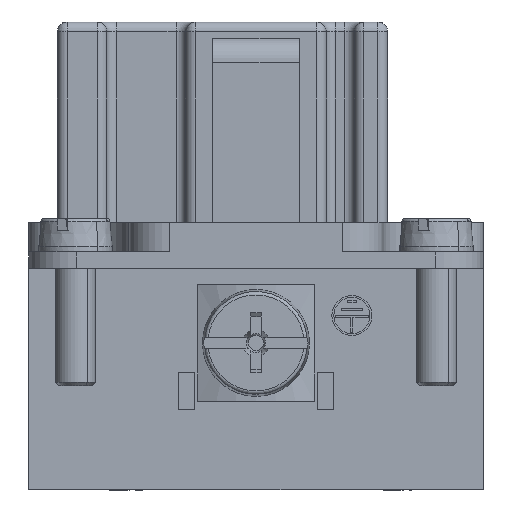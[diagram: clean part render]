
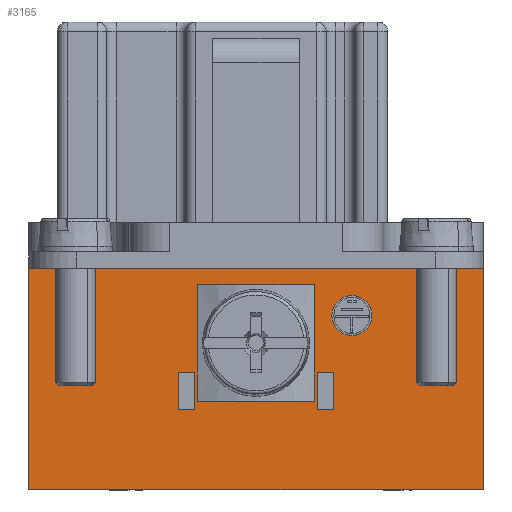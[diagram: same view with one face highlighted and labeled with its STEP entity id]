
A CAD part, front view. The second image highlights one B-rep face of the part: STEP entity #3165.
In plain terms, the highlighted planar face has unit normal (0, -1, 0).
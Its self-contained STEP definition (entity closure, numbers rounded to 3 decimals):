
#3165=ADVANCED_FACE('',(#4453,#4454,#4455,#4456,#4457),#3961,.F.);
#3961=PLANE('',#15659);
#4453=FACE_BOUND('',#4622,.T.);
#4454=FACE_BOUND('',#4623,.T.);
#4455=FACE_BOUND('',#4624,.T.);
#4456=FACE_BOUND('',#4625,.T.);
#4457=FACE_BOUND('',#4626,.T.);
#4622=EDGE_LOOP('',(#5922,#5923,#5924,#5925,#5926,#5927,#5928));
#4623=EDGE_LOOP('',(#5929,#5930,#5931,#5932));
#4624=EDGE_LOOP('',(#5933,#5934,#5935,#5936));
#4625=EDGE_LOOP('',(#5937));
#4626=EDGE_LOOP('',(#5938));
#5558=CIRCLE('',#15657,1.5);
#5559=CIRCLE('',#15658,2.);
#5922=ORIENTED_EDGE('',*,*,#11325,.F.);
#5923=ORIENTED_EDGE('',*,*,#11326,.F.);
#5924=ORIENTED_EDGE('',*,*,#11327,.F.);
#5925=ORIENTED_EDGE('',*,*,#11328,.F.);
#5926=ORIENTED_EDGE('',*,*,#11329,.F.);
#5927=ORIENTED_EDGE('',*,*,#11329,.T.);
#5928=ORIENTED_EDGE('',*,*,#11330,.F.);
#5929=ORIENTED_EDGE('',*,*,#11331,.T.);
#5930=ORIENTED_EDGE('',*,*,#11332,.T.);
#5931=ORIENTED_EDGE('',*,*,#11333,.T.);
#5932=ORIENTED_EDGE('',*,*,#11334,.T.);
#5933=ORIENTED_EDGE('',*,*,#11335,.F.);
#5934=ORIENTED_EDGE('',*,*,#11336,.T.);
#5935=ORIENTED_EDGE('',*,*,#11337,.F.);
#5936=ORIENTED_EDGE('',*,*,#11338,.T.);
#5937=ORIENTED_EDGE('',*,*,#11339,.F.);
#5938=ORIENTED_EDGE('',*,*,#11340,.T.);
#9978=VERTEX_POINT('',#20014);
#9979=VERTEX_POINT('',#20015);
#9980=VERTEX_POINT('',#20017);
#9981=VERTEX_POINT('',#20019);
#9982=VERTEX_POINT('',#20021);
#9983=VERTEX_POINT('',#20023);
#9984=VERTEX_POINT('',#20026);
#9985=VERTEX_POINT('',#20027);
#9986=VERTEX_POINT('',#20029);
#9987=VERTEX_POINT('',#20031);
#9988=VERTEX_POINT('',#20034);
#9989=VERTEX_POINT('',#20035);
#9990=VERTEX_POINT('',#20037);
#9991=VERTEX_POINT('',#20039);
#9992=VERTEX_POINT('',#20042);
#9993=VERTEX_POINT('',#20044);
#11325=EDGE_CURVE('',#9978,#9979,#13312,.T.);
#11326=EDGE_CURVE('',#9980,#9978,#13313,.T.);
#11327=EDGE_CURVE('',#9981,#9980,#13314,.T.);
#11328=EDGE_CURVE('',#9982,#9981,#13315,.T.);
#11329=EDGE_CURVE('',#9983,#9982,#13316,.T.);
#11330=EDGE_CURVE('',#9979,#9982,#13317,.T.);
#11331=EDGE_CURVE('',#9984,#9985,#13318,.T.);
#11332=EDGE_CURVE('',#9985,#9986,#13319,.T.);
#11333=EDGE_CURVE('',#9986,#9987,#13320,.T.);
#11334=EDGE_CURVE('',#9987,#9984,#13321,.T.);
#11335=EDGE_CURVE('',#9988,#9989,#13322,.T.);
#11336=EDGE_CURVE('',#9988,#9990,#13323,.T.);
#11337=EDGE_CURVE('',#9991,#9990,#13324,.T.);
#11338=EDGE_CURVE('',#9991,#9989,#13325,.T.);
#11339=EDGE_CURVE('',#9992,#9992,#5558,.T.);
#11340=EDGE_CURVE('',#9993,#9993,#5559,.T.);
#13312=LINE('',#20013,#14439);
#13313=LINE('',#20016,#14440);
#13314=LINE('',#20018,#14441);
#13315=LINE('',#20020,#14442);
#13316=LINE('',#20022,#14443);
#13317=LINE('',#20024,#14444);
#13318=LINE('',#20025,#14445);
#13319=LINE('',#20028,#14446);
#13320=LINE('',#20030,#14447);
#13321=LINE('',#20032,#14448);
#13322=LINE('',#20033,#14449);
#13323=LINE('',#20036,#14450);
#13324=LINE('',#20038,#14451);
#13325=LINE('',#20040,#14452);
#14439=VECTOR('',#16765,1.);
#14440=VECTOR('',#16766,1.);
#14441=VECTOR('',#16767,1.);
#14442=VECTOR('',#16768,1.);
#14443=VECTOR('',#16769,1.);
#14444=VECTOR('',#16770,1.);
#14445=VECTOR('',#16771,1.);
#14446=VECTOR('',#16772,1.);
#14447=VECTOR('',#16773,1.);
#14448=VECTOR('',#16774,1.);
#14449=VECTOR('',#16775,1.);
#14450=VECTOR('',#16776,1.);
#14451=VECTOR('',#16777,1.);
#14452=VECTOR('',#16778,1.);
#15657=AXIS2_PLACEMENT_3D('',#20041,#16779,#16780);
#15658=AXIS2_PLACEMENT_3D('',#20043,#16781,#16782);
#15659=AXIS2_PLACEMENT_3D('',#20045,#16783,#16784);
#16765=DIRECTION('',(1.,0.,0.));
#16766=DIRECTION('',(0.,0.,1.));
#16767=DIRECTION('',(-1.,0.,0.));
#16768=DIRECTION('',(0.,0.,-1.));
#16769=DIRECTION('',(1.,0.,0.));
#16770=DIRECTION('',(0.,0.,-1.));
#16771=DIRECTION('',(-1.,0.,0.));
#16772=DIRECTION('',(0.,0.,1.));
#16773=DIRECTION('',(1.,0.,0.));
#16774=DIRECTION('',(0.,0.,-1.));
#16775=DIRECTION('',(-1.,0.,0.));
#16776=DIRECTION('',(0.,0.,-1.));
#16777=DIRECTION('',(1.,0.,0.));
#16778=DIRECTION('',(0.,0.,1.));
#16779=DIRECTION('',(0.,-1.,0.));
#16780=DIRECTION('',(-1.,0.,0.));
#16781=DIRECTION('',(0.,1.,0.));
#16782=DIRECTION('',(-1.,0.,0.));
#16783=DIRECTION('',(0.,1.,0.));
#16784=DIRECTION('',(1.,0.,0.));
#20013=CARTESIAN_POINT('',(-16.93,-16.5,16.6));
#20014=CARTESIAN_POINT('',(-17.,-16.5,16.6));
#20015=CARTESIAN_POINT('',(17.,-16.5,16.6));
#20016=CARTESIAN_POINT('',(-17.,-16.5,17.8));
#20017=CARTESIAN_POINT('',(-17.,-16.5,0.));
#20018=CARTESIAN_POINT('',(-16.,-16.5,0.));
#20019=CARTESIAN_POINT('',(17.,-16.5,0.));
#20020=CARTESIAN_POINT('',(17.,-16.5,17.8));
#20021=CARTESIAN_POINT('',(17.,-16.5,12.679));
#20022=CARTESIAN_POINT('',(-16.,-16.5,12.679));
#20023=CARTESIAN_POINT('',(11.,-16.5,12.679));
#20024=CARTESIAN_POINT('',(17.,-16.5,16.6));
#20025=CARTESIAN_POINT('',(-16.,-16.5,6.));
#20026=CARTESIAN_POINT('',(5.8,-16.5,6.));
#20027=CARTESIAN_POINT('',(4.6,-16.5,6.));
#20028=CARTESIAN_POINT('',(4.6,-16.5,5.97));
#20029=CARTESIAN_POINT('',(4.6,-16.5,8.8));
#20030=CARTESIAN_POINT('',(-16.,-16.5,8.8));
#20031=CARTESIAN_POINT('',(5.8,-16.5,8.8));
#20032=CARTESIAN_POINT('',(5.8,-16.5,5.97));
#20033=CARTESIAN_POINT('',(-16.,-16.5,8.8));
#20034=CARTESIAN_POINT('',(-4.6,-16.5,8.8));
#20035=CARTESIAN_POINT('',(-5.8,-16.5,8.8));
#20036=CARTESIAN_POINT('',(-4.6,-16.5,5.97));
#20037=CARTESIAN_POINT('',(-4.6,-16.5,6.));
#20038=CARTESIAN_POINT('',(-16.,-16.5,6.));
#20039=CARTESIAN_POINT('',(-5.8,-16.5,6.));
#20040=CARTESIAN_POINT('',(-5.8,-16.5,5.97));
#20041=CARTESIAN_POINT('',(7.175,-16.5,13.05));
#20042=CARTESIAN_POINT('',(5.675,-16.5,13.05));
#20043=CARTESIAN_POINT('',(0.,-16.5,11.));
#20044=CARTESIAN_POINT('',(-2.,-16.5,11.));
#20045=CARTESIAN_POINT('',(-16.,-16.5,17.8));
